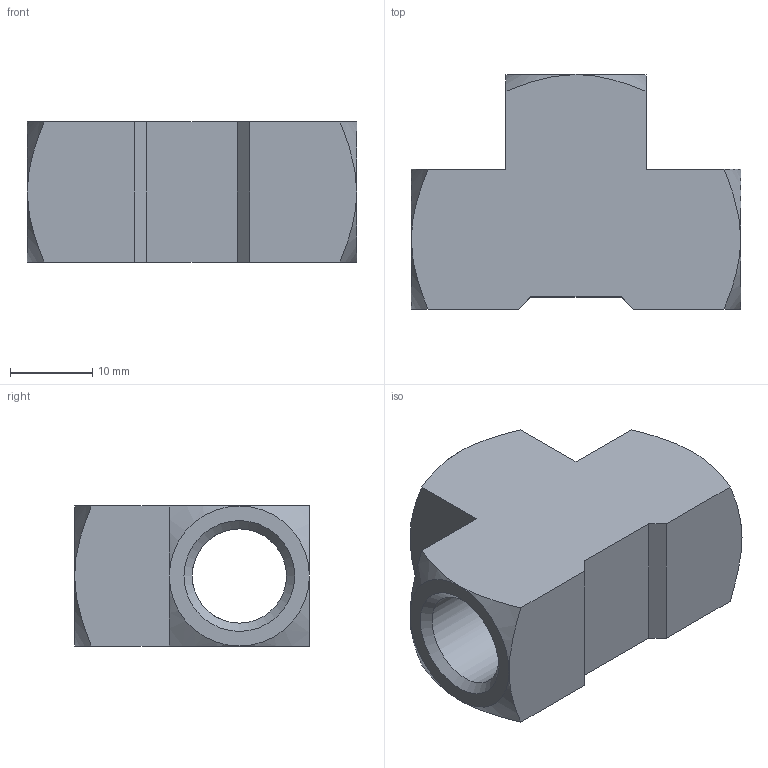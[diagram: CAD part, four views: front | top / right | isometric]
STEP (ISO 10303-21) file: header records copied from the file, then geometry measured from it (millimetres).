
FILE_DESCRIPTION(/* description */ (''),/* implementation_level */ '2;1');
FILE_NAME(/* name */ 'T_Stueck_3x_G1_4i_Messing_110025.stp',/* time_stamp */ '2015-06-03T16:01:19+02:00',/* author */ ('002180'),/* organization */ (''),/* preprocessor_version */ 'ST-DEVELOPER v15.6',/* originating_system */ 'Autodesk Inventor 2015',/* authorisation */ '');
FILE_SCHEMA (('AUTOMOTIVE_DESIGN { 1 0 10303 214 3 1 1 }'));
Length unit declared in the file: millimetre
Products named in the file (1): anwin21a
Bounding box: 40 x 28.5 x 17 mm (x, y, z)
Volume: 8719.9 mm3; surface area: 5471.9 mm2
Topology: 1 solids, 1 shells, 31 faces, 75 edges, 46 vertices
Faces by surface type: cone 15, plane 14, cylinder 2
Full cylindrical faces by diameter (mm): 11.445 x2
Entity records: 858 total; most frequent: CARTESIAN_POINT 192, ORIENTED_EDGE 136, DIRECTION 128, EDGE_CURVE 68, AXIS2_PLACEMENT_3D 52, VERTEX_POINT 44, EDGE_LOOP 40, FACE_OUTER_BOUND 31
